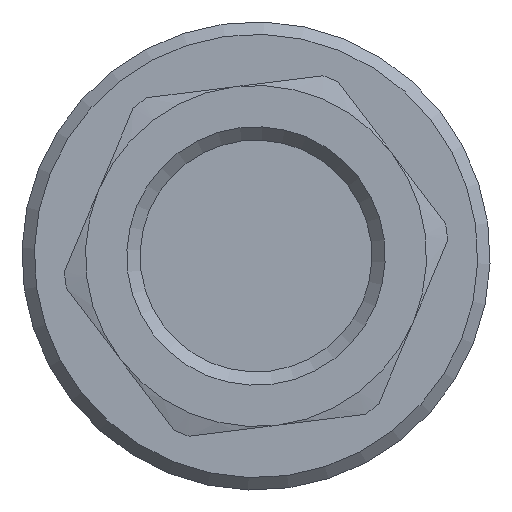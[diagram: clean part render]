
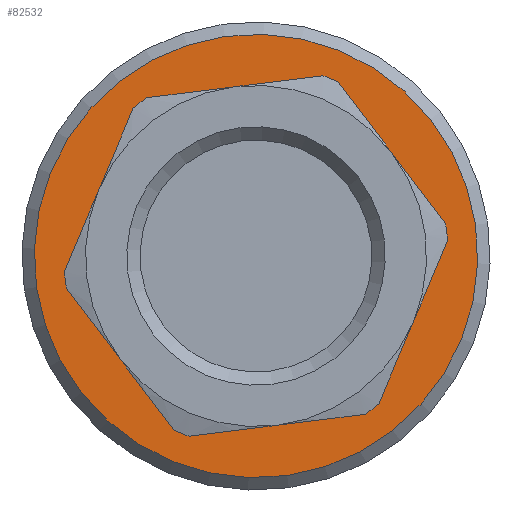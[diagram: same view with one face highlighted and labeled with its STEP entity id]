
A CAD part, left-side view. The second image highlights one B-rep face of the part: STEP entity #82532.
In plain terms, the highlighted planar face has unit normal (-1, 0, 0).
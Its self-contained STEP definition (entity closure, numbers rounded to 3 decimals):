
#82481=CARTESIAN_POINT('',(6.,-13.593,4.441));
#82482=VERTEX_POINT('',#82481);
#82483=CARTESIAN_POINT('',(6.,0.,0.));
#82484=DIRECTION('',(1.0,0.,0.));
#82485=DIRECTION('',(0.,0.951,-0.311));
#82486=AXIS2_PLACEMENT_3D('',#82483,#82484,#82485);
#82487=CIRCLE('',#82486,14.3);
#82488=EDGE_CURVE('',#82482,#82482,#82487,.T.);
#82513=CARTESIAN_POINT('',(6.,-12.298,4.018));
#82514=DIRECTION('',(-1.0,0.0,0.0));
#82515=DIRECTION('',(0.0,-0.311,-0.951));
#82516=AXIS2_PLACEMENT_3D('',#82513,#82514,#82515);
#82517=PLANE('',#82516);
#82518=ORIENTED_EDGE('',*,*,#82488,.F.);
#82519=EDGE_LOOP('',(#82518));
#82520=FACE_OUTER_BOUND('',#82519,.T.);
#82521=CARTESIAN_POINT('',(6.,-10.242,3.346));
#82522=VERTEX_POINT('',#82521);
#82523=CARTESIAN_POINT('',(6.,0.,0.));
#82524=DIRECTION('',(-1.0,0.,0.));
#82525=DIRECTION('',(0.,-0.951,0.311));
#82526=AXIS2_PLACEMENT_3D('',#82523,#82524,#82525);
#82527=CIRCLE('',#82526,10.775);
#82528=EDGE_CURVE('',#82522,#82522,#82527,.T.);
#82529=ORIENTED_EDGE('',*,*,#82528,.F.);
#82530=EDGE_LOOP('',(#82529));
#82531=FACE_BOUND('',#82530,.T.);
#82532=ADVANCED_FACE('',(#82520,#82531),#82517,.T.);
